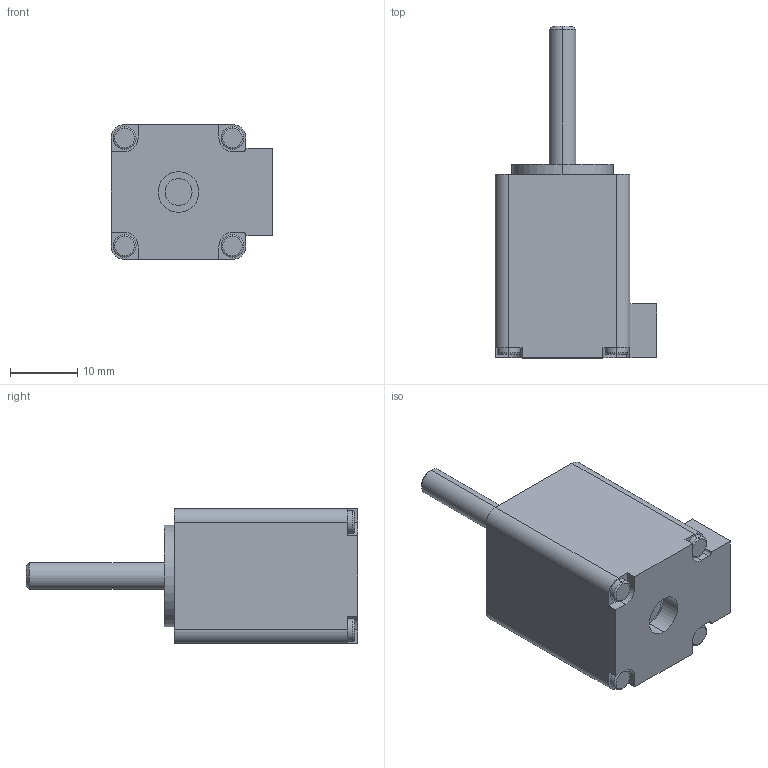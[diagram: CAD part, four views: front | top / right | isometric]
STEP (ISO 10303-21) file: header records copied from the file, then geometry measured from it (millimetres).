
FILE_DESCRIPTION (( 'STEP AP203' ), '1' );
FILE_NAME ('SS0902A04A.STEP', '2021-07-21T06:08:33', ( '微软用户' ), ( '微软中国' ), 'SwSTEP 2.0', 'SolidWorks 2016', '' );
FILE_SCHEMA (( 'CONFIG_CONTROL_DESIGN' ));
Length unit declared in the file: millimetre
Products named in the file (1): SS0902A04A
Bounding box: 24 x 49.2 x 20 mm (x, y, z)
Volume: 11570.4 mm3; surface area: 3521.5 mm2
Topology: 1 solids, 1 shells, 78 faces, 180 edges, 116 vertices
Faces by surface type: cylinder 34, plane 34, torus 8, cone 2
Entity records: 2311 total; most frequent: DIRECTION 424, CARTESIAN_POINT 375, ORIENTED_EDGE 360, EDGE_CURVE 180, AXIS2_PLACEMENT_3D 165, VERTEX_POINT 116, LINE 94, VECTOR 94
